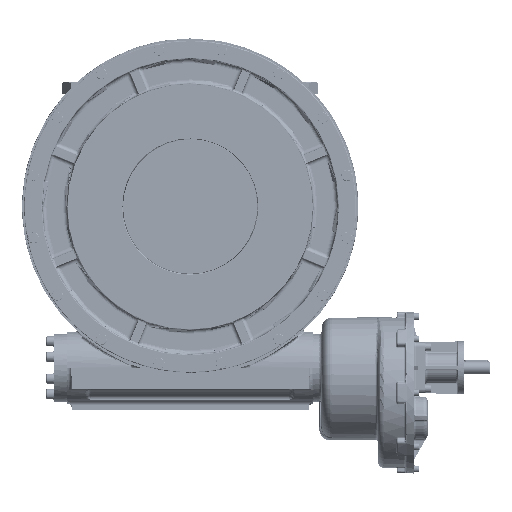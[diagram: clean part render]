
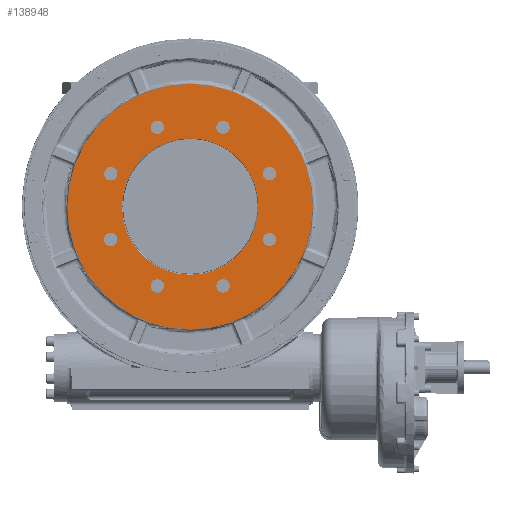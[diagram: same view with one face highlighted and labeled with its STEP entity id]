
A CAD part, front view. The second image highlights one B-rep face of the part: STEP entity #138948.
In plain terms, the highlighted planar face has unit normal (0, -1, 0).
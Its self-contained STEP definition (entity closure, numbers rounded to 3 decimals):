
#55428=ORIENTED_EDGE('',*,*,#85166,.T.);
#55429=ORIENTED_EDGE('',*,*,#85165,.T.);
#55430=ORIENTED_EDGE('',*,*,#85164,.T.);
#55431=ORIENTED_EDGE('',*,*,#85163,.T.);
#55432=ORIENTED_EDGE('',*,*,#85162,.T.);
#55433=ORIENTED_EDGE('',*,*,#85161,.T.);
#55434=ORIENTED_EDGE('',*,*,#85160,.T.);
#55435=ORIENTED_EDGE('',*,*,#85159,.T.);
#55436=ORIENTED_EDGE('',*,*,#85167,.T.);
#55437=ORIENTED_EDGE('',*,*,#85158,.F.);
#85158=EDGE_CURVE('',#101899,#101899,#111043,.F.);
#85159=EDGE_CURVE('',#101900,#101900,#111044,.T.);
#85160=EDGE_CURVE('',#101901,#101901,#111045,.T.);
#85161=EDGE_CURVE('',#101902,#101902,#111046,.T.);
#85162=EDGE_CURVE('',#101903,#101903,#111047,.T.);
#85163=EDGE_CURVE('',#101904,#101904,#111048,.T.);
#85164=EDGE_CURVE('',#101905,#101905,#111049,.T.);
#85165=EDGE_CURVE('',#101906,#101906,#111050,.T.);
#85166=EDGE_CURVE('',#101907,#101907,#111051,.T.);
#85167=EDGE_CURVE('',#101908,#101908,#111052,.F.);
#101899=VERTEX_POINT('',#246519);
#101900=VERTEX_POINT('',#246522);
#101901=VERTEX_POINT('',#246525);
#101902=VERTEX_POINT('',#246528);
#101903=VERTEX_POINT('',#246531);
#101904=VERTEX_POINT('',#246534);
#101905=VERTEX_POINT('',#246537);
#101906=VERTEX_POINT('',#246540);
#101907=VERTEX_POINT('',#246543);
#101908=VERTEX_POINT('',#246546);
#111043=CIRCLE('',#150056,290.07);
#111044=CIRCLE('',#150058,15.835);
#111045=CIRCLE('',#150060,15.835);
#111046=CIRCLE('',#150062,15.835);
#111047=CIRCLE('',#150064,15.835);
#111048=CIRCLE('',#150066,15.835);
#111049=CIRCLE('',#150068,15.835);
#111050=CIRCLE('',#150070,15.835);
#111051=CIRCLE('',#150072,15.835);
#111052=CIRCLE('',#150074,161.093);
#116740=EDGE_LOOP('',(#55428));
#116741=EDGE_LOOP('',(#55429));
#116742=EDGE_LOOP('',(#55430));
#116743=EDGE_LOOP('',(#55431));
#116744=EDGE_LOOP('',(#55432));
#116745=EDGE_LOOP('',(#55433));
#116746=EDGE_LOOP('',(#55434));
#116747=EDGE_LOOP('',(#55435));
#116748=EDGE_LOOP('',(#55436));
#116749=EDGE_LOOP('',(#55437));
#125568=FACE_BOUND('',#116740,.T.);
#125569=FACE_BOUND('',#116741,.T.);
#125570=FACE_BOUND('',#116742,.T.);
#125571=FACE_BOUND('',#116743,.T.);
#125572=FACE_BOUND('',#116744,.T.);
#125573=FACE_BOUND('',#116745,.T.);
#125574=FACE_BOUND('',#116746,.T.);
#125575=FACE_BOUND('',#116747,.T.);
#125576=FACE_BOUND('',#116748,.T.);
#125577=FACE_BOUND('',#116749,.T.);
#131223=PLANE('',#150073);
#138948=ADVANCED_FACE('',(#125568,#125569,#125570,#125571,#125572,#125573,
#125574,#125575,#125576,#125577),#131223,.T.);
#150056=AXIS2_PLACEMENT_3D('',#246518,#174545,#174546);
#150058=AXIS2_PLACEMENT_3D('',#246521,#174549,#174550);
#150060=AXIS2_PLACEMENT_3D('',#246524,#174553,#174554);
#150062=AXIS2_PLACEMENT_3D('',#246527,#174557,#174558);
#150064=AXIS2_PLACEMENT_3D('',#246530,#174561,#174562);
#150066=AXIS2_PLACEMENT_3D('',#246533,#174565,#174566);
#150068=AXIS2_PLACEMENT_3D('',#246536,#174569,#174570);
#150070=AXIS2_PLACEMENT_3D('',#246539,#174573,#174574);
#150072=AXIS2_PLACEMENT_3D('',#246542,#174577,#174578);
#150073=AXIS2_PLACEMENT_3D('',#246544,#174579,#174580);
#150074=AXIS2_PLACEMENT_3D('',#246545,#174581,#174582);
#174545=DIRECTION('',(0.,-1.,0.));
#174546=DIRECTION('',(0.,0.,-1.));
#174549=DIRECTION('',(0.,1.,0.));
#174550=DIRECTION('',(0.,0.,-1.));
#174553=DIRECTION('',(0.,1.,0.));
#174554=DIRECTION('',(0.707,0.,-0.707));
#174557=DIRECTION('',(0.,1.,0.));
#174558=DIRECTION('',(1.,0.,0.));
#174561=DIRECTION('',(0.,1.,0.));
#174562=DIRECTION('',(0.707,0.,0.707));
#174565=DIRECTION('',(0.,1.,0.));
#174566=DIRECTION('',(0.,0.,1.));
#174569=DIRECTION('',(0.,1.,0.));
#174570=DIRECTION('',(-0.707,0.,0.707));
#174573=DIRECTION('',(0.,1.,0.));
#174574=DIRECTION('',(-1.,0.,0.));
#174577=DIRECTION('',(0.,1.,0.));
#174578=DIRECTION('',(-0.707,0.,-0.707));
#174579=DIRECTION('',(0.,-1.,0.));
#174580=DIRECTION('',(0.,0.,-1.));
#174581=DIRECTION('',(0.,-1.,0.));
#174582=DIRECTION('',(0.,0.,-1.));
#246518=CARTESIAN_POINT('',(0.,0.,0.));
#246519=CARTESIAN_POINT('',(0.,0.,-290.07));
#246521=CARTESIAN_POINT('',(77.685,0.,187.548));
#246522=CARTESIAN_POINT('',(77.685,0.,171.713));
#246524=CARTESIAN_POINT('',(-77.685,0.,187.548));
#246525=CARTESIAN_POINT('',(-66.488,0.,176.351));
#246527=CARTESIAN_POINT('',(-187.548,0.,77.685));
#246528=CARTESIAN_POINT('',(-171.713,0.,77.685));
#246530=CARTESIAN_POINT('',(-187.548,0.,-77.685));
#246531=CARTESIAN_POINT('',(-176.351,0.,-66.488));
#246533=CARTESIAN_POINT('',(-77.685,0.,-187.548));
#246534=CARTESIAN_POINT('',(-77.685,0.,-171.713));
#246536=CARTESIAN_POINT('',(77.685,0.,-187.548));
#246537=CARTESIAN_POINT('',(66.488,0.,-176.351));
#246539=CARTESIAN_POINT('',(187.548,0.,-77.685));
#246540=CARTESIAN_POINT('',(171.713,0.,-77.685));
#246542=CARTESIAN_POINT('',(187.548,0.,77.685));
#246543=CARTESIAN_POINT('',(176.351,0.,66.488));
#246544=CARTESIAN_POINT('',(0.,0.,0.));
#246545=CARTESIAN_POINT('',(0.,0.,0.));
#246546=CARTESIAN_POINT('',(0.,0.,-161.093));
